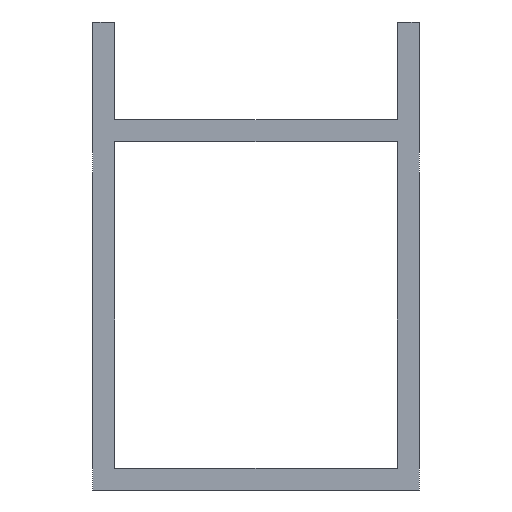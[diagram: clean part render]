
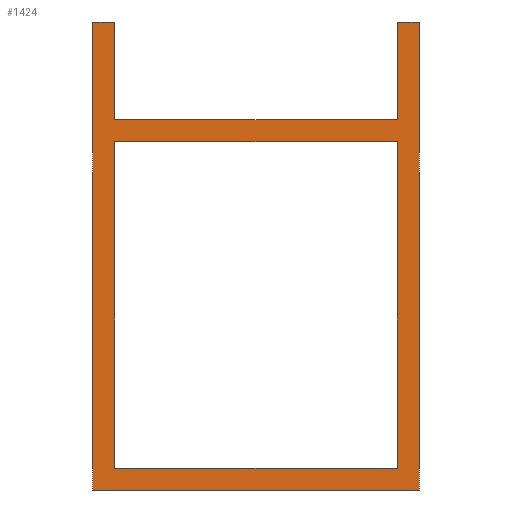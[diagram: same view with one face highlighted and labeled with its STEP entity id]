
A CAD part, front view. The second image highlights one B-rep face of the part: STEP entity #1424.
In plain terms, the highlighted planar face has unit normal (0, -1, 0).
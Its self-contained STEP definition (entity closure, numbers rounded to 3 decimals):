
#7 = EDGE_CURVE ( 'NONE', #226, #1418, #843, .T. ) ;
#25 = VECTOR ( 'NONE', #1368, 1000. ) ;
#30 = VECTOR ( 'NONE', #1135, 1000. ) ;
#33 = EDGE_CURVE ( 'NONE', #1151, #1337, #723, .T. ) ;
#38 = DIRECTION ( 'NONE',  ( 0., 0., 1. ) ) ;
#41 = EDGE_LOOP ( 'NONE', ( #855, #472, #46, #1317, #178, #1184, #634, #244 ) ) ;
#42 = CARTESIAN_POINT ( 'NONE',  ( 0., -100., 430. ) ) ;
#46 = ORIENTED_EDGE ( 'NONE', *, *, #870, .F. ) ;
#96 = EDGE_CURVE ( 'NONE', #1310, #1269, #1239, .T. ) ;
#97 = CARTESIAN_POINT ( 'NONE',  ( -130., -100., 20. ) ) ;
#178 = ORIENTED_EDGE ( 'NONE', *, *, #344, .T. ) ;
#226 = VERTEX_POINT ( 'NONE', #1101 ) ;
#244 = ORIENTED_EDGE ( 'NONE', *, *, #1170, .T. ) ;
#263 = VERTEX_POINT ( 'NONE', #978 ) ;
#307 = DIRECTION ( 'NONE',  ( 0., 0., -1. ) ) ;
#331 = DIRECTION ( 'NONE',  ( 0., 0., -1. ) ) ;
#344 = EDGE_CURVE ( 'NONE', #404, #605, #561, .T. ) ;
#354 = VECTOR ( 'NONE', #370, 1000. ) ;
#367 = CARTESIAN_POINT ( 'NONE',  ( 130., -100., 340. ) ) ;
#370 = DIRECTION ( 'NONE',  ( -1., 0., 0. ) ) ;
#375 = CARTESIAN_POINT ( 'NONE',  ( 130., -100., 20. ) ) ;
#376 = VERTEX_POINT ( 'NONE', #97 ) ;
#388 = EDGE_CURVE ( 'NONE', #1418, #376, #569, .T. ) ;
#404 = VERTEX_POINT ( 'NONE', #864 ) ;
#448 = CARTESIAN_POINT ( 'NONE',  ( -130., -100., 340. ) ) ;
#459 = EDGE_CURVE ( 'NONE', #1337, #528, #664, .T. ) ;
#472 = ORIENTED_EDGE ( 'NONE', *, *, #459, .T. ) ;
#476 = ORIENTED_EDGE ( 'NONE', *, *, #1344, .T. ) ;
#489 = DIRECTION ( 'NONE',  ( -1., 0., 0. ) ) ;
#525 = FACE_OUTER_BOUND ( 'NONE', #41, .T. ) ;
#526 = CARTESIAN_POINT ( 'NONE',  ( 150., -100., 0. ) ) ;
#528 = VERTEX_POINT ( 'NONE', #448 ) ;
#535 = CARTESIAN_POINT ( 'NONE',  ( 0., -100., 430. ) ) ;
#541 = FACE_BOUND ( 'NONE', #560, .T. ) ;
#545 = VECTOR ( 'NONE', #489, 1000. ) ;
#560 = EDGE_LOOP ( 'NONE', ( #884, #894, #476, #1011 ) ) ;
#561 = LINE ( 'NONE', #1259, #640 ) ;
#569 = LINE ( 'NONE', #887, #1292 ) ;
#570 = VECTOR ( 'NONE', #1387, 1000. ) ;
#605 = VERTEX_POINT ( 'NONE', #724 ) ;
#617 = VECTOR ( 'NONE', #331, 1000. ) ;
#622 = CARTESIAN_POINT ( 'NONE',  ( 0., -100., 0. ) ) ;
#630 = LINE ( 'NONE', #622, #1425 ) ;
#634 = ORIENTED_EDGE ( 'NONE', *, *, #96, .F. ) ;
#638 = LINE ( 'NONE', #535, #25 ) ;
#640 = VECTOR ( 'NONE', #307, 1000. ) ;
#664 = LINE ( 'NONE', #812, #570 ) ;
#666 = DIRECTION ( 'NONE',  ( 0., 0., -1. ) ) ;
#723 = LINE ( 'NONE', #805, #30 ) ;
#724 = CARTESIAN_POINT ( 'NONE',  ( -150., -100., 0. ) ) ;
#805 = CARTESIAN_POINT ( 'NONE',  ( 130., -100., 430. ) ) ;
#812 = CARTESIAN_POINT ( 'NONE',  ( 131., -100., 340. ) ) ;
#843 = LINE ( 'NONE', #1430, #354 ) ;
#855 = ORIENTED_EDGE ( 'NONE', *, *, #33, .T. ) ;
#859 = PLANE ( 'NONE',  #1223 ) ;
#864 = CARTESIAN_POINT ( 'NONE',  ( -150., -100., 430. ) ) ;
#866 = DIRECTION ( 'NONE',  ( 0., 1., 0. ) ) ;
#870 = EDGE_CURVE ( 'NONE', #263, #528, #1235, .T. ) ;
#884 = ORIENTED_EDGE ( 'NONE', *, *, #7, .F. ) ;
#887 = CARTESIAN_POINT ( 'NONE',  ( -130., -100., 430. ) ) ;
#893 = CARTESIAN_POINT ( 'NONE',  ( 150., -100., 430. ) ) ;
#894 = ORIENTED_EDGE ( 'NONE', *, *, #1216, .T. ) ;
#955 = CARTESIAN_POINT ( 'NONE',  ( 130., -100., 20. ) ) ;
#978 = CARTESIAN_POINT ( 'NONE',  ( -130., -100., 430. ) ) ;
#990 = DIRECTION ( 'NONE',  ( 1., 0., 0. ) ) ;
#1002 = EDGE_CURVE ( 'NONE', #404, #263, #1103, .T. ) ;
#1011 = ORIENTED_EDGE ( 'NONE', *, *, #388, .F. ) ;
#1052 = VECTOR ( 'NONE', #990, 1000. ) ;
#1068 = CARTESIAN_POINT ( 'NONE',  ( -130., -100., 430. ) ) ;
#1095 = DIRECTION ( 'NONE',  ( 1., 0., 0. ) ) ;
#1101 = CARTESIAN_POINT ( 'NONE',  ( 130., -100., 320. ) ) ;
#1103 = LINE ( 'NONE', #42, #1052 ) ;
#1106 = LINE ( 'NONE', #1255, #1208 ) ;
#1127 = VECTOR ( 'NONE', #1335, 1000. ) ;
#1133 = CARTESIAN_POINT ( 'NONE',  ( -130., -100., 320. ) ) ;
#1135 = DIRECTION ( 'NONE',  ( 0., 0., -1. ) ) ;
#1151 = VERTEX_POINT ( 'NONE', #1501 ) ;
#1170 = EDGE_CURVE ( 'NONE', #1310, #1151, #638, .T. ) ;
#1184 = ORIENTED_EDGE ( 'NONE', *, *, #1496, .T. ) ;
#1208 = VECTOR ( 'NONE', #666, 1000. ) ;
#1216 = EDGE_CURVE ( 'NONE', #226, #1385, #1106, .T. ) ;
#1223 = AXIS2_PLACEMENT_3D ( 'NONE', #1330, #866, #38 ) ;
#1235 = LINE ( 'NONE', #1068, #1127 ) ;
#1239 = LINE ( 'NONE', #893, #617 ) ;
#1255 = CARTESIAN_POINT ( 'NONE',  ( 130., -100., 430. ) ) ;
#1259 = CARTESIAN_POINT ( 'NONE',  ( -150., -100., 430. ) ) ;
#1269 = VERTEX_POINT ( 'NONE', #526 ) ;
#1292 = VECTOR ( 'NONE', #1354, 1000. ) ;
#1310 = VERTEX_POINT ( 'NONE', #1324 ) ;
#1317 = ORIENTED_EDGE ( 'NONE', *, *, #1002, .F. ) ;
#1324 = CARTESIAN_POINT ( 'NONE',  ( 150., -100., 430. ) ) ;
#1330 = CARTESIAN_POINT ( 'NONE',  ( 0., -100., 430. ) ) ;
#1335 = DIRECTION ( 'NONE',  ( 0., 0., -1. ) ) ;
#1337 = VERTEX_POINT ( 'NONE', #367 ) ;
#1344 = EDGE_CURVE ( 'NONE', #1385, #376, #1433, .T. ) ;
#1354 = DIRECTION ( 'NONE',  ( 0., 0., -1. ) ) ;
#1368 = DIRECTION ( 'NONE',  ( -1., 0., 0. ) ) ;
#1385 = VERTEX_POINT ( 'NONE', #375 ) ;
#1387 = DIRECTION ( 'NONE',  ( -1., 0., 0. ) ) ;
#1418 = VERTEX_POINT ( 'NONE', #1133 ) ;
#1424 = ADVANCED_FACE ( 'NONE', ( #525, #541 ), #859, .F. ) ;
#1425 = VECTOR ( 'NONE', #1095, 1000. ) ;
#1430 = CARTESIAN_POINT ( 'NONE',  ( 131., -100., 320. ) ) ;
#1433 = LINE ( 'NONE', #955, #545 ) ;
#1496 = EDGE_CURVE ( 'NONE', #605, #1269, #630, .T. ) ;
#1501 = CARTESIAN_POINT ( 'NONE',  ( 130., -100., 430. ) ) ;
